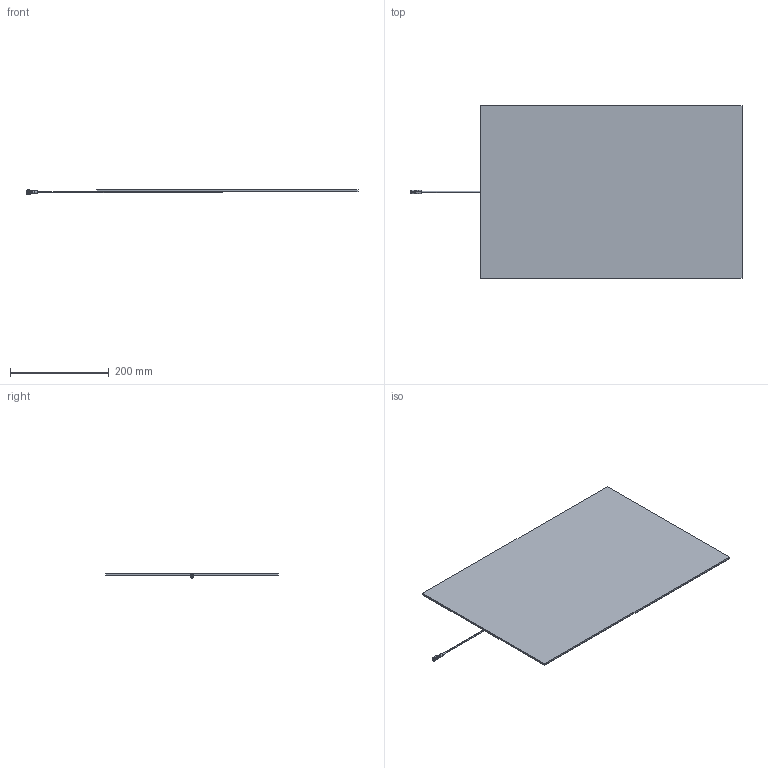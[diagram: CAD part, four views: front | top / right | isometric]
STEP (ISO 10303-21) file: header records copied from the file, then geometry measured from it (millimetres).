
FILE_DESCRIPTION (( 'STEP AP214' ), '1' );
FILE_NAME ('FMANFP1058_3D.step', '2023-02-01T18:15:28', ( '' ), ( '' ), 'SwSTEP 2.0', 'SolidWorks 2022', '' );
FILE_SCHEMA (( 'AUTOMOTIVE_DESIGN' ));
Length unit declared in the file: inch
Products named in the file (3): LCCN3072; FMANFP1058_Base Model; FMANFP1058_3D
Assembly tree (2 placements, depth 2):
  FMANFP1058_3D
    FMANFP1058_Base Model
    LCCN3072
Bounding box: 673.38 x 350 x 9.6 mm (x, y, z)
Volume: 744117.8 mm3; surface area: 752656.7 mm2
Topology: 4 solids, 4 shells, 124 faces, 303 edges, 196 vertices
Faces by surface type: cylinder 51, plane 49, cone 19, bspline 5
Entity records: 6052 total; most frequent: CARTESIAN_POINT 3101, ORIENTED_EDGE 606, DIRECTION 559, EDGE_CURVE 303, AXIS2_PLACEMENT_3D 218, VERTEX_POINT 196, EDGE_LOOP 135, FACE_OUTER_BOUND 124
